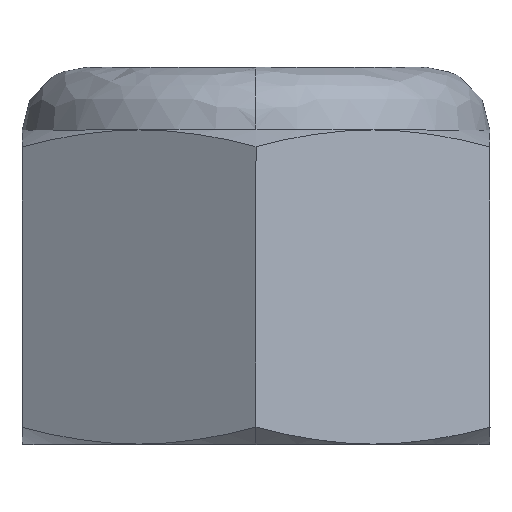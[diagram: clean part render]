
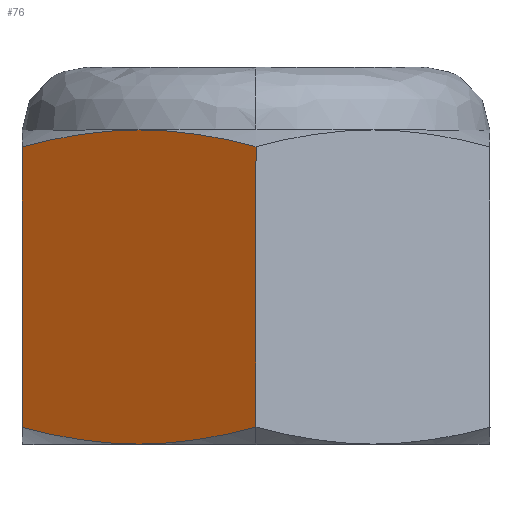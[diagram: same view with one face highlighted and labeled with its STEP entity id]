
A CAD part, top view. The second image highlights one B-rep face of the part: STEP entity #76.
In plain terms, the highlighted planar face has unit normal (-0.5, 0, 0.866).
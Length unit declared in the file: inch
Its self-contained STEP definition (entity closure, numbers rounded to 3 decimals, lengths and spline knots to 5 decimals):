
#73 = CARTESIAN_POINT ( 'NONE',  ( -0.33744, 0.38997, 0.19488 ) ) ;
#76 = ADVANCED_FACE ( 'NONE', ( #1773 ), #223, .F. ) ;
#163 = CARTESIAN_POINT ( 'NONE',  ( -0.33744, -0.01446, 0.19488 ) ) ;
#174 = CARTESIAN_POINT ( 'NONE',  ( -0.22557, 0.41203, 0.25947 ) ) ;
#176 = CARTESIAN_POINT ( 'NONE',  ( -0.16869, 0.41432, 0.29231 ) ) ;
#193 = CARTESIAN_POINT ( 'NONE',  ( -0.19726, 0.41432, 0.27582 ) ) ;
#223 = PLANE ( 'NONE',  #2660 ) ;
#228 = CARTESIAN_POINT ( 'NONE',  ( -0.14013, -0.0388, 0.3088 ) ) ;
#251 = EDGE_LOOP ( 'NONE', ( #3126, #1506, #1077, #1775, #920, #3233 ) ) ;
#329 = B_SPLINE_CURVE_WITH_KNOTS ( 'NONE', 3,
 ( #176, #2328, #3924, #3261, #3237, #481 ),
 .UNSPECIFIED., .F., .F.,
 ( 4, 2, 4 ),
 ( 0., 0.00249, 0.00499 ),
 .UNSPECIFIED. ) ;
#429 = CARTESIAN_POINT ( 'NONE',  ( -0.0556, -0.02806, 0.3576 ) ) ;
#431 = CARTESIAN_POINT ( 'NONE',  ( 0.00006, 0.38997, 0.38973 ) ) ;
#440 = CARTESIAN_POINT ( 'NONE',  ( -0.33744, 0.18776, 0.19488 ) ) ;
#477 = CARTESIAN_POINT ( 'NONE',  ( -0.33744, 0.38997, 0.19488 ) ) ;
#481 = CARTESIAN_POINT ( 'NONE',  ( 0.00006, 0.38997, 0.38973 ) ) ;
#576 = VERTEX_POINT ( 'NONE', #3265 ) ;
#688 = DIRECTION ( 'NONE',  ( 0., 1., 0. ) ) ;
#713 = VERTEX_POINT ( 'NONE', #2693 ) ;
#739 = CARTESIAN_POINT ( 'NONE',  ( -0.11181, -0.03651, 0.32515 ) ) ;
#864 = DIRECTION ( 'NONE',  ( -0.866, 0., -0.5 ) ) ;
#920 = ORIENTED_EDGE ( 'NONE', *, *, #2276, .T. ) ;
#1077 = ORIENTED_EDGE ( 'NONE', *, *, #3224, .F. ) ;
#1276 = CARTESIAN_POINT ( 'NONE',  ( -0.16869, -0.0388, 0.29231 ) ) ;
#1506 = ORIENTED_EDGE ( 'NONE', *, *, #3922, .F. ) ;
#1599 = CARTESIAN_POINT ( 'NONE',  ( -0.16869, 0.41432, 0.29231 ) ) ;
#1709 = CARTESIAN_POINT ( 'NONE',  ( -0.30969, -0.02193, 0.2109 ) ) ;
#1721 = CARTESIAN_POINT ( 'NONE',  ( -0.28179, 0.40358, 0.22701 ) ) ;
#1773 = FACE_OUTER_BOUND ( 'NONE', #251, .T. ) ;
#1775 = ORIENTED_EDGE ( 'NONE', *, *, #3536, .T. ) ;
#1780 = CARTESIAN_POINT ( 'NONE',  ( -0.16869, -0.0388, 0.29231 ) ) ;
#1867 = CARTESIAN_POINT ( 'NONE',  ( 0.00006, 0.18776, 0.38973 ) ) ;
#2191 = VERTEX_POINT ( 'NONE', #1276 ) ;
#2276 = EDGE_CURVE ( 'NONE', #2191, #2410, #4078, .T. ) ;
#2312 = CARTESIAN_POINT ( 'NONE',  ( -0.16869, -0.0388, 0.29231 ) ) ;
#2328 = CARTESIAN_POINT ( 'NONE',  ( -0.14013, 0.41432, 0.3088 ) ) ;
#2410 = VERTEX_POINT ( 'NONE', #3938 ) ;
#2422 = DIRECTION ( 'NONE',  ( 0.5, 0., -0.866 ) ) ;
#2453 = VECTOR ( 'NONE', #688, 39.37008 ) ;
#2517 = DIRECTION ( 'NONE',  ( 0., -1., 0. ) ) ;
#2649 = LINE ( 'NONE', #440, #2453 ) ;
#2657 = CARTESIAN_POINT ( 'NONE',  ( -0.28179, -0.02806, 0.22701 ) ) ;
#2660 = AXIS2_PLACEMENT_3D ( 'NONE', #3997, #2422, #864 ) ;
#2693 = CARTESIAN_POINT ( 'NONE',  ( -0.33744, -0.01446, 0.19488 ) ) ;
#2696 = CARTESIAN_POINT ( 'NONE',  ( -0.19726, -0.0388, 0.27582 ) ) ;
#2752 = CARTESIAN_POINT ( 'NONE',  ( -0.0277, -0.02193, 0.37371 ) ) ;
#2810 = VERTEX_POINT ( 'NONE', #431 ) ;
#2872 = VECTOR ( 'NONE', #2517, 39.37008 ) ;
#2935 = CARTESIAN_POINT ( 'NONE',  ( 0.00006, -0.01446, 0.38973 ) ) ;
#3126 = ORIENTED_EDGE ( 'NONE', *, *, #3871, .F. ) ;
#3224 = EDGE_CURVE ( 'NONE', #713, #3227, #2649, .T. ) ;
#3227 = VERTEX_POINT ( 'NONE', #73 ) ;
#3233 = ORIENTED_EDGE ( 'NONE', *, *, #3775, .F. ) ;
#3237 = CARTESIAN_POINT ( 'NONE',  ( -0.0277, 0.39745, 0.37371 ) ) ;
#3261 = CARTESIAN_POINT ( 'NONE',  ( -0.0556, 0.40358, 0.3576 ) ) ;
#3265 = CARTESIAN_POINT ( 'NONE',  ( -0.16869, 0.41432, 0.29231 ) ) ;
#3483 = LINE ( 'NONE', #1867, #2872 ) ;
#3536 = EDGE_CURVE ( 'NONE', #713, #2191, #3634, .T. ) ;
#3614 = CARTESIAN_POINT ( 'NONE',  ( -0.22557, -0.03651, 0.25947 ) ) ;
#3634 = B_SPLINE_CURVE_WITH_KNOTS ( 'NONE', 3,
 ( #163, #1709, #2657, #3614, #2696, #2312 ),
 .UNSPECIFIED., .F., .F.,
 ( 4, 2, 4 ),
 ( 0., 0.00249, 0.00499 ),
 .UNSPECIFIED. ) ;
#3775 = EDGE_CURVE ( 'NONE', #2810, #2410, #3483, .T. ) ;
#3871 = EDGE_CURVE ( 'NONE', #576, #2810, #329, .T. ) ;
#3920 = B_SPLINE_CURVE_WITH_KNOTS ( 'NONE', 3,
 ( #477, #3959, #1721, #174, #193, #1599 ),
 .UNSPECIFIED., .F., .F.,
 ( 4, 2, 4 ),
 ( 0., 0.00249, 0.00499 ),
 .UNSPECIFIED. ) ;
#3922 = EDGE_CURVE ( 'NONE', #3227, #576, #3920, .T. ) ;
#3924 = CARTESIAN_POINT ( 'NONE',  ( -0.11181, 0.41203, 0.32515 ) ) ;
#3938 = CARTESIAN_POINT ( 'NONE',  ( 0.00006, -0.01446, 0.38973 ) ) ;
#3959 = CARTESIAN_POINT ( 'NONE',  ( -0.30969, 0.39745, 0.2109 ) ) ;
#3997 = CARTESIAN_POINT ( 'NONE',  ( 0.00006, -0.04152, 0.38973 ) ) ;
#4078 = B_SPLINE_CURVE_WITH_KNOTS ( 'NONE', 3,
 ( #1780, #228, #739, #429, #2752, #2935 ),
 .UNSPECIFIED., .F., .F.,
 ( 4, 2, 4 ),
 ( 0., 0.00249, 0.00499 ),
 .UNSPECIFIED. ) ;
